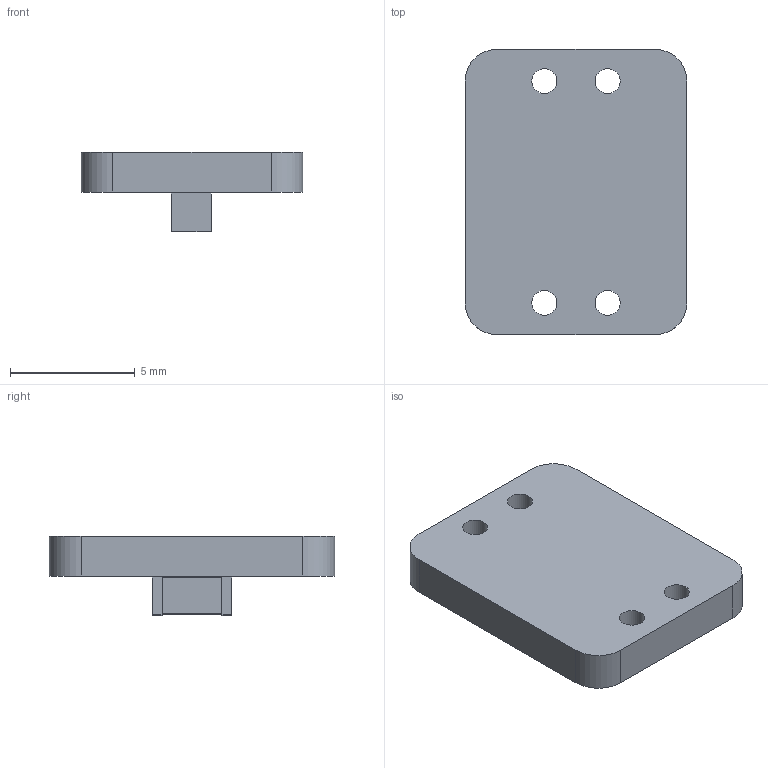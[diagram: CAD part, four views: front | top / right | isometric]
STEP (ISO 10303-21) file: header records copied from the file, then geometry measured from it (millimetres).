
FILE_DESCRIPTION(('FreeCAD Model'),'2;1');
FILE_NAME('ws2812b_reverse.step','2019-01-23T11:35:39',('kicad StepUp'), ('ksu MCAD'),'Open CASCADE STEP processor 6.8','FreeCAD','Unknown');
FILE_SCHEMA(('AUTOMOTIVE_DESIGN { 1 0 10303 214 1 1 1 1 }'));
Length unit declared in the file: millimetre
Products named in the file (3): ASSEMBLY; Pcb; C_1206_3216Metric_
Assembly tree (2 placements, depth 2):
  ASSEMBLY
    Pcb
    C_1206_3216Metric_
Bounding box: 8.89 x 11.43 x 3.2 mm (x, y, z)
Volume: 162.9 mm3; surface area: 300.9 mm2
Topology: 2 solids, 2 shells, 42 faces, 108 edges, 72 vertices
Faces by surface type: plane 22, cylinder 20
Full cylindrical faces by diameter (mm): 1 x4
Entity records: 1562 total; most frequent: DIRECTION 238, CARTESIAN_POINT 225, ORIENTED_EDGE 216, EDGE_CURVE 108, AXIS2_PLACEMENT_3D 85, VERTEX_POINT 72, LINE 68, VECTOR 68
